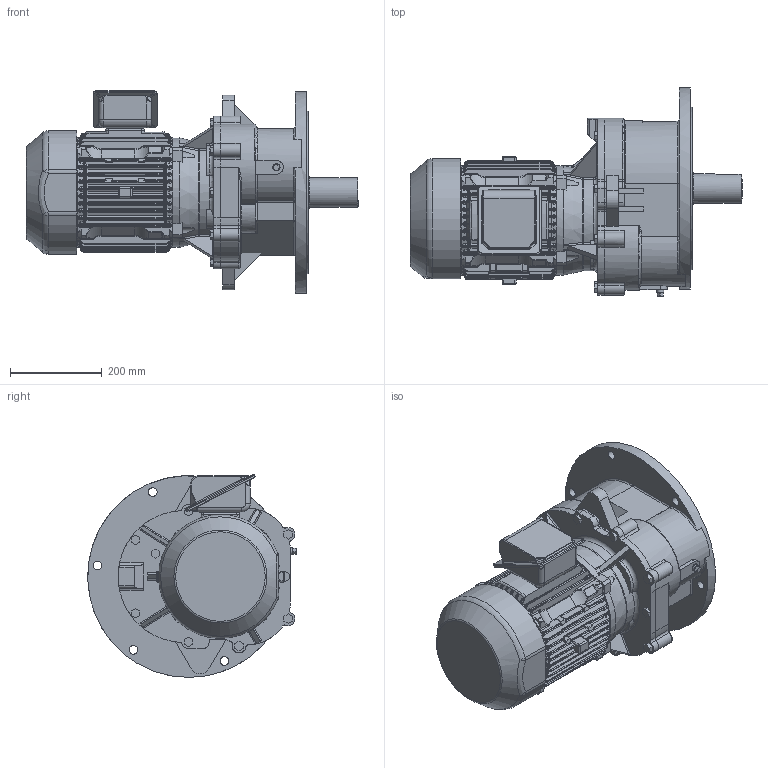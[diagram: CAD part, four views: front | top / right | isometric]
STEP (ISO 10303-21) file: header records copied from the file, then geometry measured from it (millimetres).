
FILE_DESCRIPTION (( 'STEP AP214' ), '1' );
FILE_NAME ('F1-23_V_EK2DO08344H001_defeature.stp', '2022-06-02T01:23:38', ( 'Windows 餌辨濠' ), ( '' ), 'SwSTEP 2.0', 'SolidWorks 2021', '' );
FILE_SCHEMA (( 'AUTOMOTIVE_DESIGN' ));
Length unit declared in the file: millimetre
Products named in the file (1): F1-23_V_EK2DO08344H001_defeature
Bounding box: 724.1 x 454.93 x 442.38 mm (x, y, z)
Volume: 38444979.6 mm3; surface area: 1345542.4 mm2
Topology: 3 solids, 3 shells, 3041 faces, 7486 edges, 4450 vertices
Faces by surface type: cylinder 1112, bspline 888, plane 691, torus 187, cone 87, sphere 76
Full cylindrical faces by diameter (mm): 2.7 x2, 4 x1, 8 x4, 10.2 x1, 19 x6, 65 x1, 70 x1, 75 x1, 95 x1, 335 x1, 355 x1, 440 x1
Entity records: 118613 total; most frequent: CARTESIAN_POINT 53676, ORIENTED_EDGE 14776, DIRECTION 11931, EDGE_CURVE 7388, AXIS2_PLACEMENT_3D 4675, VERTEX_POINT 4422, EDGE_LOOP 3122, FACE_OUTER_BOUND 3063
